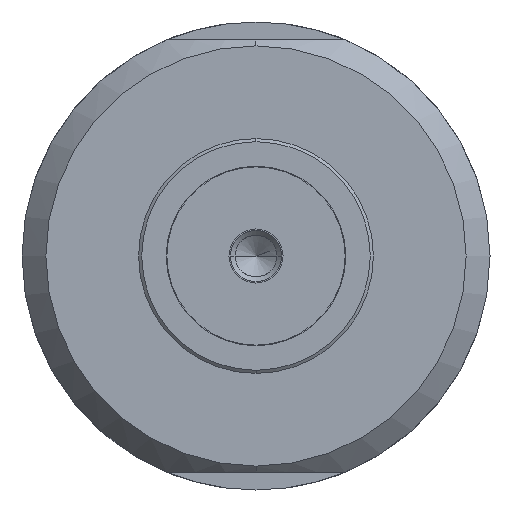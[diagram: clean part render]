
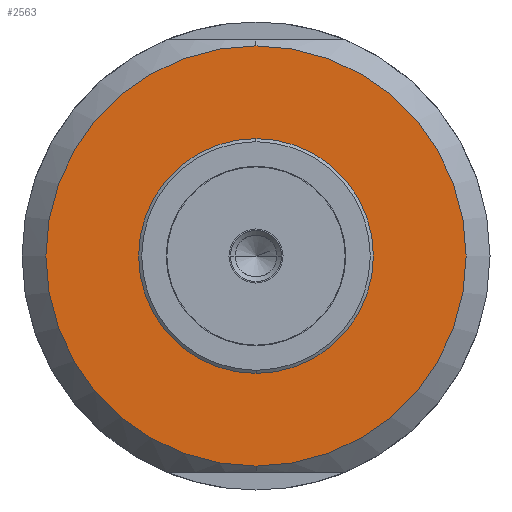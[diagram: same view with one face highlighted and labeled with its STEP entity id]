
A CAD part, left-side view. The second image highlights one B-rep face of the part: STEP entity #2563.
In plain terms, the highlighted planar face has unit normal (-1, 0, 0).
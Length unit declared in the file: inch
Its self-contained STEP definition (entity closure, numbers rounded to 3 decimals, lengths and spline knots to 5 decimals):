
#99 = CIRCLE ( 'NONE', #3662, 0.30636 ) ;
#163 = ORIENTED_EDGE ( 'NONE', *, *, #1036, .F. ) ;
#167 = DIRECTION ( 'NONE',  ( 1., 0., 0. ) ) ;
#219 = VERTEX_POINT ( 'NONE', #3456 ) ;
#376 = AXIS2_PLACEMENT_3D ( 'NONE', #1706, #167, #3312 ) ;
#467 = VERTEX_POINT ( 'NONE', #1937 ) ;
#619 = CARTESIAN_POINT ( 'NONE',  ( -0.43107, 0., 0.17121 ) ) ;
#842 = FACE_BOUND ( 'NONE', #2630, .T. ) ;
#887 = DIRECTION ( 'NONE',  ( 0., 0., 1. ) ) ;
#910 = DIRECTION ( 'NONE',  ( -1., 0., 0. ) ) ;
#989 = DIRECTION ( 'NONE',  ( -1., 0., 0. ) ) ;
#1036 = EDGE_CURVE ( 'NONE', #3498, #219, #3727, .T. ) ;
#1090 = PLANE ( 'NONE',  #376 ) ;
#1255 = CARTESIAN_POINT ( 'NONE',  ( -0.43107, 0., 0. ) ) ;
#1360 = EDGE_CURVE ( 'NONE', #467, #2068, #99, .T. ) ;
#1467 = EDGE_LOOP ( 'NONE', ( #3892, #1885 ) ) ;
#1517 = EDGE_CURVE ( 'NONE', #219, #3498, #1846, .T. ) ;
#1687 = DIRECTION ( 'NONE',  ( -1., 0., 0. ) ) ;
#1706 = CARTESIAN_POINT ( 'NONE',  ( -0.43107, 0., -0.30636 ) ) ;
#1846 = CIRCLE ( 'NONE', #3155, 0.17121 ) ;
#1885 = ORIENTED_EDGE ( 'NONE', *, *, #1360, .T. ) ;
#1937 = CARTESIAN_POINT ( 'NONE',  ( -0.43107, 0., 0.30636 ) ) ;
#2064 = ORIENTED_EDGE ( 'NONE', *, *, #1517, .F. ) ;
#2068 = VERTEX_POINT ( 'NONE', #2264 ) ;
#2219 = DIRECTION ( 'NONE',  ( 0., 0., 1. ) ) ;
#2264 = CARTESIAN_POINT ( 'NONE',  ( -0.43107, 0., -0.30636 ) ) ;
#2317 = FACE_OUTER_BOUND ( 'NONE', #1467, .T. ) ;
#2529 = CARTESIAN_POINT ( 'NONE',  ( -0.43107, 0., 0. ) ) ;
#2563 = ADVANCED_FACE ( 'NONE', ( #842, #2317 ), #1090, .F. ) ;
#2630 = EDGE_LOOP ( 'NONE', ( #2064, #163 ) ) ;
#2893 = AXIS2_PLACEMENT_3D ( 'NONE', #1255, #989, #2219 ) ;
#2970 = DIRECTION ( 'NONE',  ( 0., 0., 1. ) ) ;
#3118 = CARTESIAN_POINT ( 'NONE',  ( -0.43107, 0., 0. ) ) ;
#3155 = AXIS2_PLACEMENT_3D ( 'NONE', #2529, #3384, #3168 ) ;
#3168 = DIRECTION ( 'NONE',  ( 0., 0., 1. ) ) ;
#3271 = CARTESIAN_POINT ( 'NONE',  ( -0.43107, 0., 0. ) ) ;
#3275 = AXIS2_PLACEMENT_3D ( 'NONE', #3118, #910, #887 ) ;
#3312 = DIRECTION ( 'NONE',  ( 0., 0., -1. ) ) ;
#3384 = DIRECTION ( 'NONE',  ( -1., 0., 0. ) ) ;
#3456 = CARTESIAN_POINT ( 'NONE',  ( -0.43107, 0., -0.17121 ) ) ;
#3494 = EDGE_CURVE ( 'NONE', #2068, #467, #3933, .T. ) ;
#3498 = VERTEX_POINT ( 'NONE', #619 ) ;
#3662 = AXIS2_PLACEMENT_3D ( 'NONE', #3271, #1687, #2970 ) ;
#3727 = CIRCLE ( 'NONE', #3275, 0.17121 ) ;
#3892 = ORIENTED_EDGE ( 'NONE', *, *, #3494, .T. ) ;
#3933 = CIRCLE ( 'NONE', #2893, 0.30636 ) ;
